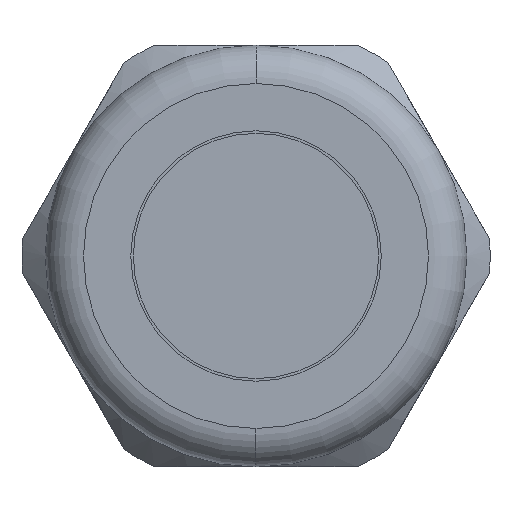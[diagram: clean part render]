
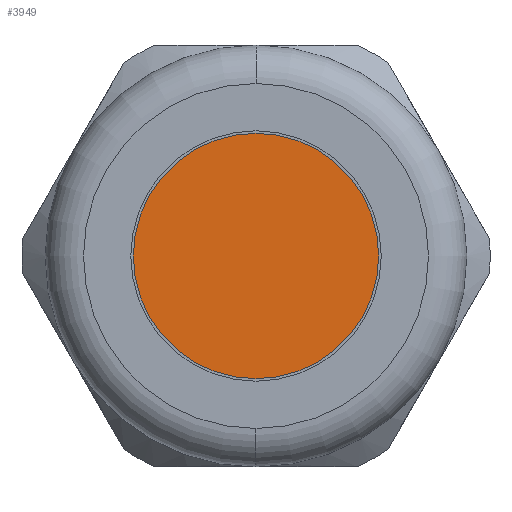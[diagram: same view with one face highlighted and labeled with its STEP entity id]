
A CAD part, left-side view. The second image highlights one B-rep face of the part: STEP entity #3949.
In plain terms, the highlighted planar face has unit normal (-1, 0, 0).
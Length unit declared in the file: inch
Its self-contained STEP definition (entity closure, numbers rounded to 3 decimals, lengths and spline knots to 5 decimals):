
#1165 = DIRECTION ( 'NONE',  ( 0., 0., 1. ) ) ;
#1166 = DIRECTION ( 'NONE',  ( -1., 0., 0. ) ) ;
#1167 = CARTESIAN_POINT ( 'NONE',  ( -1.51, 0., 0. ) ) ;
#1168 = AXIS2_PLACEMENT_3D ( 'NONE', #1167, #1166, #1165 ) ;
#1169 = CIRCLE ( 'NONE', #1168, 0.48 ) ;
#1171 = CARTESIAN_POINT ( 'NONE',  ( -1.51, 0., 0.48 ) ) ;
#1172 = DIRECTION ( 'NONE',  ( 0., 0., 1. ) ) ;
#1173 = DIRECTION ( 'NONE',  ( -1., 0., 0. ) ) ;
#1174 = AXIS2_PLACEMENT_3D ( 'NONE', #1180, #1173, #1172 ) ;
#1175 = CIRCLE ( 'NONE', #1174, 0.48 ) ;
#1180 = CARTESIAN_POINT ( 'NONE',  ( -1.51, 0., 0. ) ) ;
#1268 = DIRECTION ( 'NONE',  ( 0., 0., 1. ) ) ;
#1269 = DIRECTION ( 'NONE',  ( -1., 0., 0. ) ) ;
#1270 = CARTESIAN_POINT ( 'NONE',  ( -1.51, 0., 0. ) ) ;
#1271 = AXIS2_PLACEMENT_3D ( 'NONE', #1270, #1269, #1268 ) ;
#1273 = PLANE ( 'NONE',  #1271 ) ;
#1274 = FACE_OUTER_BOUND ( 'NONE', #3950, .T. ) ;
#1319 = CARTESIAN_POINT ( 'NONE',  ( -1.51, 0., -0.48 ) ) ;
#3879 = EDGE_CURVE ( 'NONE', #3961, #3881, #1175, .T. ) ;
#3881 = VERTEX_POINT ( 'NONE', #1171 ) ;
#3886 = EDGE_CURVE ( 'NONE', #3881, #3961, #1169, .T. ) ;
#3949 = ADVANCED_FACE ( 'NONE', ( #1274 ), #1273, .T. ) ;
#3950 = EDGE_LOOP ( 'NONE', ( #3953, #3956 ) ) ;
#3953 = ORIENTED_EDGE ( 'NONE', *, *, #3886, .T. ) ;
#3956 = ORIENTED_EDGE ( 'NONE', *, *, #3879, .T. ) ;
#3961 = VERTEX_POINT ( 'NONE', #1319 ) ;
